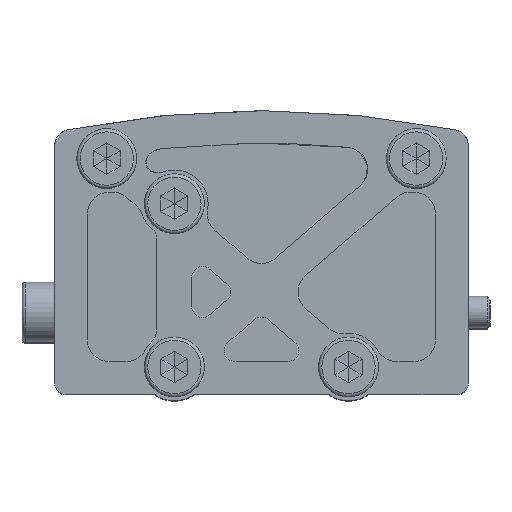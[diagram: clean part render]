
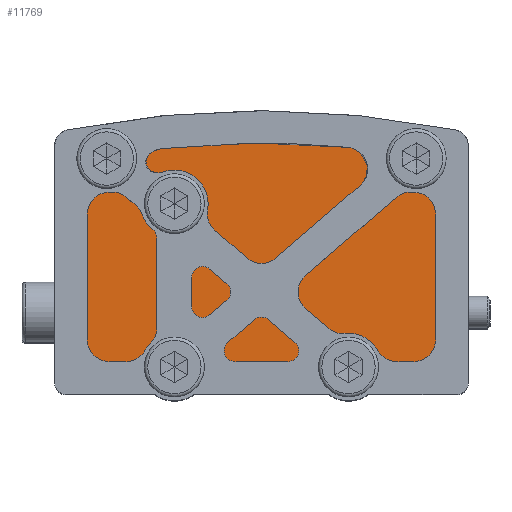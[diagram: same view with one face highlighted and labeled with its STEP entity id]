
A CAD part, top view. The second image highlights one B-rep face of the part: STEP entity #11769.
In plain terms, the highlighted planar face has unit normal (0, 0, 1).
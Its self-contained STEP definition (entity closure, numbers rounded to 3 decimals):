
#271=B_SPLINE_CURVE_WITH_KNOTS('',3,(#19708,#19709,#19710,#19711,#19712,
#19713,#19714),.UNSPECIFIED.,.F.,.F.,(4,3,4),(0.,0.089,0.207),
 .UNSPECIFIED.);
#273=B_SPLINE_CURVE_WITH_KNOTS('',3,(#19742,#19743,#19744,#19745,#19746,
#19747,#19748),.UNSPECIFIED.,.F.,.F.,(4,3,4),(0.,0.118,0.207),
 .UNSPECIFIED.);
#275=B_SPLINE_CURVE_WITH_KNOTS('',3,(#19759,#19760,#19761,#19762,#19763,
#19764),.UNSPECIFIED.,.F.,.F.,(4,2,4),(0.124,1.921,
3.718),.UNSPECIFIED.);
#467=FACE_BOUND('',#1982,.T.);
#468=FACE_BOUND('',#1983,.T.);
#469=FACE_BOUND('',#1984,.T.);
#470=FACE_BOUND('',#1985,.T.);
#471=FACE_BOUND('',#1986,.T.);
#733=PLANE('',#12855);
#1227=FACE_OUTER_BOUND('',#1981,.T.);
#1981=EDGE_LOOP('',(#9585,#9586,#9587,#9588,#9589,#9590,#9591,#9592,#9593,
#9594,#9595,#9596));
#1982=EDGE_LOOP('',(#9597));
#1983=EDGE_LOOP('',(#9598));
#1984=EDGE_LOOP('',(#9599));
#1985=EDGE_LOOP('',(#9600));
#1986=EDGE_LOOP('',(#9601));
#2886=LINE('',#19621,#3862);
#2893=LINE('',#19681,#3869);
#2894=LINE('',#19720,#3870);
#2895=LINE('',#19769,#3871);
#2896=LINE('',#19772,#3872);
#3862=VECTOR('',#15362,10.);
#3869=VECTOR('',#15393,10.);
#3870=VECTOR('',#15396,10.);
#3871=VECTOR('',#15401,10.);
#3872=VECTOR('',#15404,10.);
#4565=CIRCLE('',#12839,1.);
#4575=CIRCLE('',#12852,1.);
#4576=CIRCLE('',#12856,3.1);
#4577=CIRCLE('',#12857,3.1);
#4578=CIRCLE('',#12858,1.6);
#4579=CIRCLE('',#12859,1.6);
#4580=CIRCLE('',#12860,1.6);
#4581=CIRCLE('',#12861,1.8);
#4582=CIRCLE('',#12862,1.8);
#5454=VERTEX_POINT('',#19608);
#5455=VERTEX_POINT('',#19609);
#5459=VERTEX_POINT('',#19619);
#5474=VERTEX_POINT('',#19670);
#5475=VERTEX_POINT('',#19671);
#5476=VERTEX_POINT('',#19676);
#5477=VERTEX_POINT('',#19702);
#5478=VERTEX_POINT('',#19707);
#5479=VERTEX_POINT('',#19741);
#5480=VERTEX_POINT('',#19766);
#5481=VERTEX_POINT('',#19768);
#5482=VERTEX_POINT('',#19770);
#5483=VERTEX_POINT('',#19773);
#5484=VERTEX_POINT('',#19775);
#5485=VERTEX_POINT('',#19777);
#5486=VERTEX_POINT('',#19779);
#5487=VERTEX_POINT('',#19781);
#6888=EDGE_CURVE('',#5454,#5455,#4565,.T.);
#6894=EDGE_CURVE('',#5454,#5459,#2886,.T.);
#6910=EDGE_CURVE('',#5474,#5475,#4575,.T.);
#6914=EDGE_CURVE('',#5474,#5476,#2893,.T.);
#6916=EDGE_CURVE('',#5477,#5478,#271,.T.);
#6918=EDGE_CURVE('',#5455,#5477,#2894,.T.);
#6919=EDGE_CURVE('',#5479,#5476,#273,.T.);
#6921=EDGE_CURVE('',#5479,#5478,#275,.T.);
#6922=EDGE_CURVE('',#5459,#5480,#4576,.T.);
#6923=EDGE_CURVE('',#5480,#5481,#2895,.T.);
#6924=EDGE_CURVE('',#5481,#5482,#4577,.T.);
#6925=EDGE_CURVE('',#5482,#5475,#2896,.T.);
#6926=EDGE_CURVE('',#5483,#5483,#4578,.T.);
#6927=EDGE_CURVE('',#5484,#5484,#4579,.T.);
#6928=EDGE_CURVE('',#5485,#5485,#4580,.T.);
#6929=EDGE_CURVE('',#5486,#5486,#4581,.T.);
#6930=EDGE_CURVE('',#5487,#5487,#4582,.T.);
#9585=ORIENTED_EDGE('',*,*,#6888,.F.);
#9586=ORIENTED_EDGE('',*,*,#6894,.T.);
#9587=ORIENTED_EDGE('',*,*,#6922,.T.);
#9588=ORIENTED_EDGE('',*,*,#6923,.T.);
#9589=ORIENTED_EDGE('',*,*,#6924,.T.);
#9590=ORIENTED_EDGE('',*,*,#6925,.T.);
#9591=ORIENTED_EDGE('',*,*,#6910,.F.);
#9592=ORIENTED_EDGE('',*,*,#6914,.T.);
#9593=ORIENTED_EDGE('',*,*,#6919,.F.);
#9594=ORIENTED_EDGE('',*,*,#6921,.T.);
#9595=ORIENTED_EDGE('',*,*,#6916,.F.);
#9596=ORIENTED_EDGE('',*,*,#6918,.F.);
#9597=ORIENTED_EDGE('',*,*,#6926,.T.);
#9598=ORIENTED_EDGE('',*,*,#6927,.T.);
#9599=ORIENTED_EDGE('',*,*,#6928,.T.);
#9600=ORIENTED_EDGE('',*,*,#6929,.T.);
#9601=ORIENTED_EDGE('',*,*,#6930,.T.);
#11769=ADVANCED_FACE('',(#1227,#467,#468,#469,#470,#471),#733,.T.);
#12839=AXIS2_PLACEMENT_3D('',#19610,#15352,#15353);
#12852=AXIS2_PLACEMENT_3D('',#19672,#15387,#15388);
#12855=AXIS2_PLACEMENT_3D('',#19765,#15397,#15398);
#12856=AXIS2_PLACEMENT_3D('',#19767,#15399,#15400);
#12857=AXIS2_PLACEMENT_3D('',#19771,#15402,#15403);
#12858=AXIS2_PLACEMENT_3D('',#19774,#15405,#15406);
#12859=AXIS2_PLACEMENT_3D('',#19776,#15407,#15408);
#12860=AXIS2_PLACEMENT_3D('',#19778,#15409,#15410);
#12861=AXIS2_PLACEMENT_3D('',#19780,#15411,#15412);
#12862=AXIS2_PLACEMENT_3D('',#19782,#15413,#15414);
#15352=DIRECTION('center_axis',(0.,0.,-1.));
#15353=DIRECTION('ref_axis',(-0.707,-0.707,0.));
#15362=DIRECTION('',(1.,0.,0.));
#15387=DIRECTION('center_axis',(0.,0.,-1.));
#15388=DIRECTION('ref_axis',(0.707,-0.707,0.));
#15393=DIRECTION('',(0.,1.,0.));
#15396=DIRECTION('',(0.,1.,0.));
#15397=DIRECTION('center_axis',(0.,0.,1.));
#15398=DIRECTION('ref_axis',(1.,0.,0.));
#15399=DIRECTION('center_axis',(0.,0.,1.));
#15400=DIRECTION('ref_axis',(1.,0.,0.));
#15401=DIRECTION('',(1.,0.,0.));
#15402=DIRECTION('center_axis',(0.,0.,1.));
#15403=DIRECTION('ref_axis',(1.,0.,0.));
#15404=DIRECTION('',(1.,0.,0.));
#15405=DIRECTION('center_axis',(0.,0.,-1.));
#15406=DIRECTION('ref_axis',(1.,0.,0.));
#15407=DIRECTION('center_axis',(0.,0.,-1.));
#15408=DIRECTION('ref_axis',(1.,0.,0.));
#15409=DIRECTION('center_axis',(0.,0.,-1.));
#15410=DIRECTION('ref_axis',(1.,0.,0.));
#15411=DIRECTION('center_axis',(0.,0.,-1.));
#15412=DIRECTION('ref_axis',(1.,0.,0.));
#15413=DIRECTION('center_axis',(0.,0.,-1.));
#15414=DIRECTION('ref_axis',(1.,0.,0.));
#19608=CARTESIAN_POINT('',(-18.,-10.,26.35));
#19609=CARTESIAN_POINT('',(-19.,-9.,26.35));
#19610=CARTESIAN_POINT('Origin',(-18.,-9.,26.35));
#19619=CARTESIAN_POINT('',(-9.833,-10.,26.35));
#19621=CARTESIAN_POINT('',(19.,-10.,26.35));
#19670=CARTESIAN_POINT('',(19.,-9.,26.35));
#19671=CARTESIAN_POINT('',(18.,-10.,26.35));
#19672=CARTESIAN_POINT('Origin',(18.,-9.,26.35));
#19676=CARTESIAN_POINT('',(19.,12.825,26.35));
#19681=CARTESIAN_POINT('',(19.,10.,26.35));
#19702=CARTESIAN_POINT('',(-19.,12.825,26.35));
#19707=CARTESIAN_POINT('',(-17.79,14.297,26.35));
#19708=CARTESIAN_POINT('Ctrl Pts',(-19.,12.825,26.35));
#19709=CARTESIAN_POINT('Ctrl Pts',(-19.,13.12,26.35));
#19710=CARTESIAN_POINT('Ctrl Pts',(-18.911,13.415,26.35));
#19711=CARTESIAN_POINT('Ctrl Pts',(-18.747,13.659,26.35));
#19712=CARTESIAN_POINT('Ctrl Pts',(-18.528,13.985,26.35));
#19713=CARTESIAN_POINT('Ctrl Pts',(-18.176,14.221,26.35));
#19714=CARTESIAN_POINT('Ctrl Pts',(-17.79,14.297,26.35));
#19720=CARTESIAN_POINT('',(-19.,10.,26.35));
#19741=CARTESIAN_POINT('',(17.79,14.297,26.35));
#19742=CARTESIAN_POINT('Ctrl Pts',(17.79,14.297,26.35));
#19743=CARTESIAN_POINT('Ctrl Pts',(18.176,14.221,26.35));
#19744=CARTESIAN_POINT('Ctrl Pts',(18.528,13.985,26.35));
#19745=CARTESIAN_POINT('Ctrl Pts',(18.747,13.659,26.35));
#19746=CARTESIAN_POINT('Ctrl Pts',(18.911,13.415,26.35));
#19747=CARTESIAN_POINT('Ctrl Pts',(19.,13.12,26.35));
#19748=CARTESIAN_POINT('Ctrl Pts',(19.,12.825,26.35));
#19759=CARTESIAN_POINT('Ctrl Pts',(17.79,14.297,26.35));
#19760=CARTESIAN_POINT('Ctrl Pts',(11.92,15.454,26.35));
#19761=CARTESIAN_POINT('Ctrl Pts',(5.99,16.05,26.35));
#19762=CARTESIAN_POINT('Ctrl Pts',(-5.99,16.05,26.35));
#19763=CARTESIAN_POINT('Ctrl Pts',(-11.92,15.454,26.35));
#19764=CARTESIAN_POINT('Ctrl Pts',(-17.79,14.297,26.35));
#19765=CARTESIAN_POINT('Origin',(0.,0.,26.35));
#19766=CARTESIAN_POINT('',(-6.167,-10.,26.35));
#19767=CARTESIAN_POINT('Origin',(-8.,-7.5,26.35));
#19768=CARTESIAN_POINT('',(6.167,-10.,26.35));
#19769=CARTESIAN_POINT('',(19.,-10.,26.35));
#19770=CARTESIAN_POINT('',(9.833,-10.,26.35));
#19771=CARTESIAN_POINT('Origin',(8.,-7.5,26.35));
#19772=CARTESIAN_POINT('',(19.,-10.,26.35));
#19773=CARTESIAN_POINT('',(-9.6,-7.5,26.35));
#19774=CARTESIAN_POINT('Origin',(-8.,-7.5,26.35));
#19775=CARTESIAN_POINT('',(-9.6,7.5,26.35));
#19776=CARTESIAN_POINT('Origin',(-8.,7.5,26.35));
#19777=CARTESIAN_POINT('',(6.4,-7.5,26.35));
#19778=CARTESIAN_POINT('Origin',(8.,-7.5,26.35));
#19779=CARTESIAN_POINT('',(-16.02,11.65,26.35));
#19780=CARTESIAN_POINT('Origin',(-14.22,11.65,26.35));
#19781=CARTESIAN_POINT('',(12.42,11.65,26.35));
#19782=CARTESIAN_POINT('Origin',(14.22,11.65,26.35));
